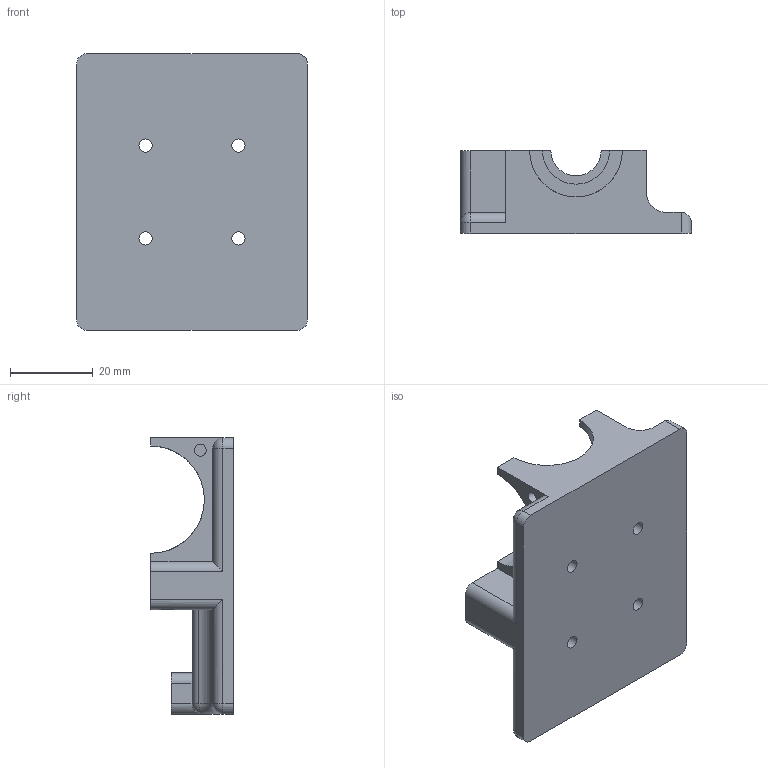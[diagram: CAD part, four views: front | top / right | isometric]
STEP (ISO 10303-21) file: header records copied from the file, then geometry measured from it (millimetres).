
FILE_DESCRIPTION(/* description */ (''),/* implementation_level */ '2;1');
FILE_NAME(/* name */ 'Main_body.step',/* time_stamp */ '2017-07-31T14:21:01+01:00',/* author */ (''),/* organization */ (''),/* preprocessor_version */ 'ST-DEVELOPER v16.13',/* originating_system */ 'Autodesk Translation Framework v6.1.1.50',/* authorisation */ '');
FILE_SCHEMA (('AUTOMOTIVE_DESIGN { 1 0 10303 214 3 1 1 }'));
Length unit declared in the file: millimetre
Products named in the file (1): No Sensor v1
Bounding box: 56 x 20 x 67 mm (x, y, z)
Volume: 34651.7 mm3; surface area: 12569.7 mm2
Topology: 1 solids, 1 shells, 110 faces, 268 edges, 171 vertices
Faces by surface type: plane 56, cylinder 47, sphere 5, torus 2
Full cylindrical faces by diameter (mm): 2.9 x1, 3.2 x12, 6 x4
Entity records: 3316 total; most frequent: CARTESIAN_POINT 679, DIRECTION 558, ORIENTED_EDGE 498, EDGE_CURVE 249, AXIS2_PLACEMENT_3D 205, VERTEX_POINT 169, EDGE_LOOP 154, LINE 148
